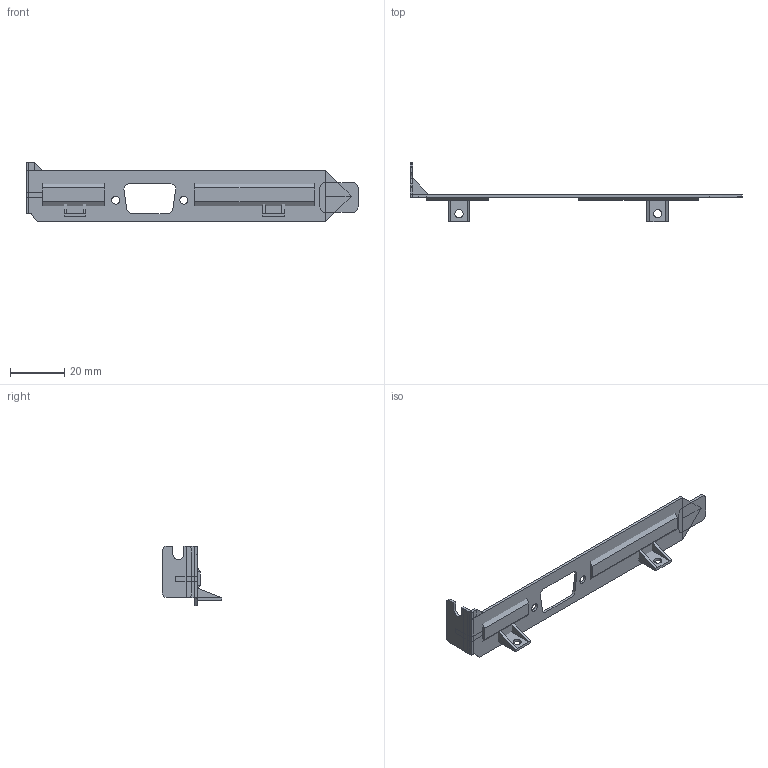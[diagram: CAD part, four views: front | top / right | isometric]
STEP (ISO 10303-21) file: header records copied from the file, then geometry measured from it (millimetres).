
FILE_DESCRIPTION(('FreeCAD Model'),'2;1');
FILE_NAME('Equerre.step', '2021-08-02T23:00:13',('Author'),(''), 'Open CASCADE STEP processor 7.3','FreeCAD','Unknown');
FILE_SCHEMA(('AUTOMOTIVE_DESIGN { 1 0 10303 214 1 1 1 1 }'));
Length unit declared in the file: millimetre
Products named in the file (21): hull001; polyhedron003; polyhedron002; polyhedron001; cube008; cube007; cube003; cube002; difference001; difference002; difference003; polyhedron005; polyhedron004; polyhedron006; polyhedron007; polyhedron008; polyhedron009; polyhedron010; polyhedron011; polyhedron012; difference004
Bounding box: 122 x 21.99 x 22 mm (x, y, z)
Volume: 3416.1 mm3; surface area: 8114.4 mm2
Topology: 21 solids, 21 shells, 207 faces, 489 edges, 324 vertices
Faces by surface type: plane 201, cylinder 6
Full cylindrical faces by diameter (mm): 3 x4
Entity records: 13061 total; most frequent: CARTESIAN_POINT 2215, DIRECTION 1715, LINE 1269, VECTOR 1269, ORIENTED_EDGE 980, PCURVE 980, DEFINITIONAL_REPRESENTATION 980, EDGE_CURVE 490
